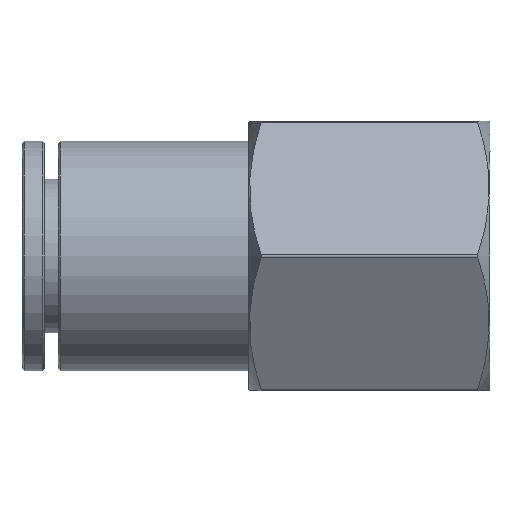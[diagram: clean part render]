
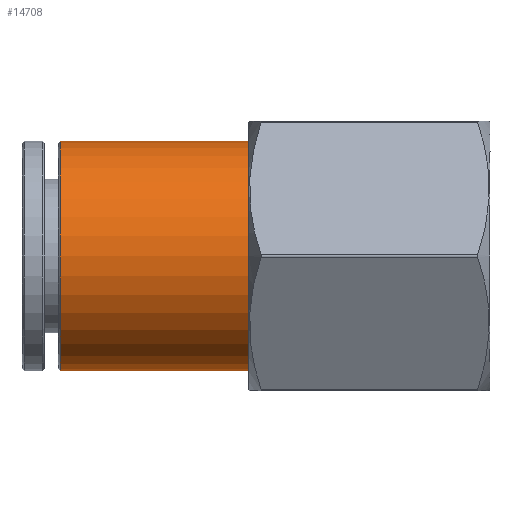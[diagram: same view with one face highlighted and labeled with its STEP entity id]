
A CAD part, left-side view. The second image highlights one B-rep face of the part: STEP entity #14708.
In plain terms, the highlighted cylindrical face has radius 10.25 mm (diameter 20.5 mm), a partial arc.
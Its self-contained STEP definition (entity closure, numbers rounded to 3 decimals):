
#241 = DIRECTION ( 'NONE',  ( 0., 0., -1. ) ) ;
#604 = VERTEX_POINT ( 'NONE', #5995 ) ;
#658 = DIRECTION ( 'NONE',  ( 0., 0., -1. ) ) ;
#1007 = DIRECTION ( 'NONE',  ( 0., -1., 0. ) ) ;
#2045 = ORIENTED_EDGE ( 'NONE', *, *, #19074, .T. ) ;
#2339 = CARTESIAN_POINT ( 'NONE',  ( 0., 0., 0. ) ) ;
#2539 = VERTEX_POINT ( 'NONE', #17793 ) ;
#2605 = FACE_OUTER_BOUND ( 'NONE', #4567, .T. ) ;
#3271 = AXIS2_PLACEMENT_3D ( 'NONE', #20122, #10224, #241 ) ;
#4397 = CIRCLE ( 'NONE', #6295, 10.25 ) ;
#4567 = EDGE_LOOP ( 'NONE', ( #13836, #2045, #14284, #14136 ) ) ;
#5065 = DIRECTION ( 'NONE',  ( 0., 1., 0. ) ) ;
#5995 = CARTESIAN_POINT ( 'NONE',  ( 0., 14.3, -10.25 ) ) ;
#6251 = DIRECTION ( 'NONE',  ( 0., -1., 0. ) ) ;
#6295 = AXIS2_PLACEMENT_3D ( 'NONE', #14985, #5065, #16630 ) ;
#7028 = CYLINDRICAL_SURFACE ( 'NONE', #20195, 10.25 ) ;
#7678 = EDGE_CURVE ( 'NONE', #604, #2539, #17350, .T. ) ;
#8100 = EDGE_CURVE ( 'NONE', #2539, #20429, #4397, .T. ) ;
#9851 = EDGE_CURVE ( 'NONE', #17835, #20429, #10844, .T. ) ;
#10224 = DIRECTION ( 'NONE',  ( 0., -1., 0. ) ) ;
#10844 = LINE ( 'NONE', #12849, #15233 ) ;
#10978 = CARTESIAN_POINT ( 'NONE',  ( 0., 0., -10.25 ) ) ;
#12652 = CIRCLE ( 'NONE', #3271, 10.25 ) ;
#12849 = CARTESIAN_POINT ( 'NONE',  ( 0., 0., 10.25 ) ) ;
#13836 = ORIENTED_EDGE ( 'NONE', *, *, #9851, .F. ) ;
#14136 = ORIENTED_EDGE ( 'NONE', *, *, #8100, .T. ) ;
#14284 = ORIENTED_EDGE ( 'NONE', *, *, #7678, .T. ) ;
#14693 = CARTESIAN_POINT ( 'NONE',  ( 0., 14.3, 10.25 ) ) ;
#14708 = ADVANCED_FACE ( 'NONE', ( #2605 ), #7028, .T. ) ;
#14985 = CARTESIAN_POINT ( 'NONE',  ( 0., -2.5, 0. ) ) ;
#15233 = VECTOR ( 'NONE', #6251, 1000. ) ;
#16630 = DIRECTION ( 'NONE',  ( 0., 0., -1. ) ) ;
#17350 = LINE ( 'NONE', #10978, #20730 ) ;
#17793 = CARTESIAN_POINT ( 'NONE',  ( 0., -2.5, -10.25 ) ) ;
#17835 = VERTEX_POINT ( 'NONE', #14693 ) ;
#18283 = CARTESIAN_POINT ( 'NONE',  ( 0., -2.5, 10.25 ) ) ;
#19074 = EDGE_CURVE ( 'NONE', #17835, #604, #12652, .T. ) ;
#20122 = CARTESIAN_POINT ( 'NONE',  ( 0., 14.3, 0. ) ) ;
#20195 = AXIS2_PLACEMENT_3D ( 'NONE', #2339, #20546, #658 ) ;
#20429 = VERTEX_POINT ( 'NONE', #18283 ) ;
#20546 = DIRECTION ( 'NONE',  ( 0., -1., 0. ) ) ;
#20730 = VECTOR ( 'NONE', #1007, 1000. ) ;
